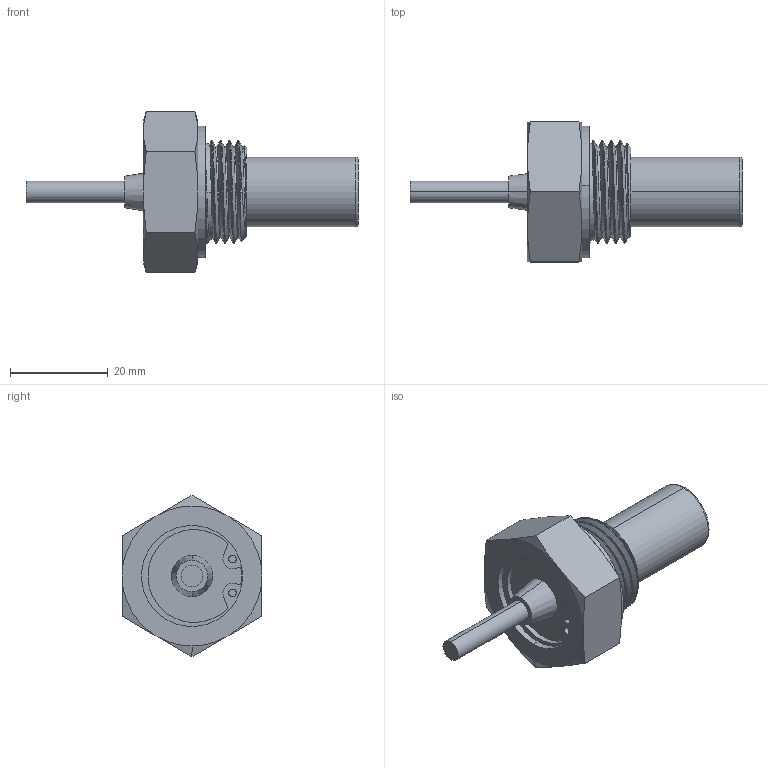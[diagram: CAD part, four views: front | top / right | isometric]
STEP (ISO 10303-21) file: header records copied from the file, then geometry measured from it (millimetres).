
FILE_DESCRIPTION (( 'STEP AP214' ), '1' );
FILE_NAME ('IndustrialSensmove quick-1-2 BSPP.STEP', '2025-08-27T23:33:35', ( '' ), ( '' ), 'SwSTEP 2.0', 'SolidWorks 2025', '' );
FILE_SCHEMA (( 'AUTOMOTIVE_DESIGN' ));
Length unit declared in the file: inch
Products named in the file (1): IndustrialSensmove quick-1-2 BSPP
Bounding box: 67.82 x 28.57 x 33 mm (x, y, z)
Volume: 14511.1 mm3; surface area: 8870.1 mm2
Topology: 8 solids, 8 shells, 142 faces, 316 edges, 194 vertices
Faces by surface type: cylinder 46, torus 34, plane 30, cone 27, bspline 5
Entity records: 10153 total; most frequent: CARTESIAN_POINT 6898, DIRECTION 686, ORIENTED_EDGE 632, EDGE_CURVE 316, AXIS2_PLACEMENT_3D 304, VERTEX_POINT 194, CIRCLE 166, EDGE_LOOP 158
